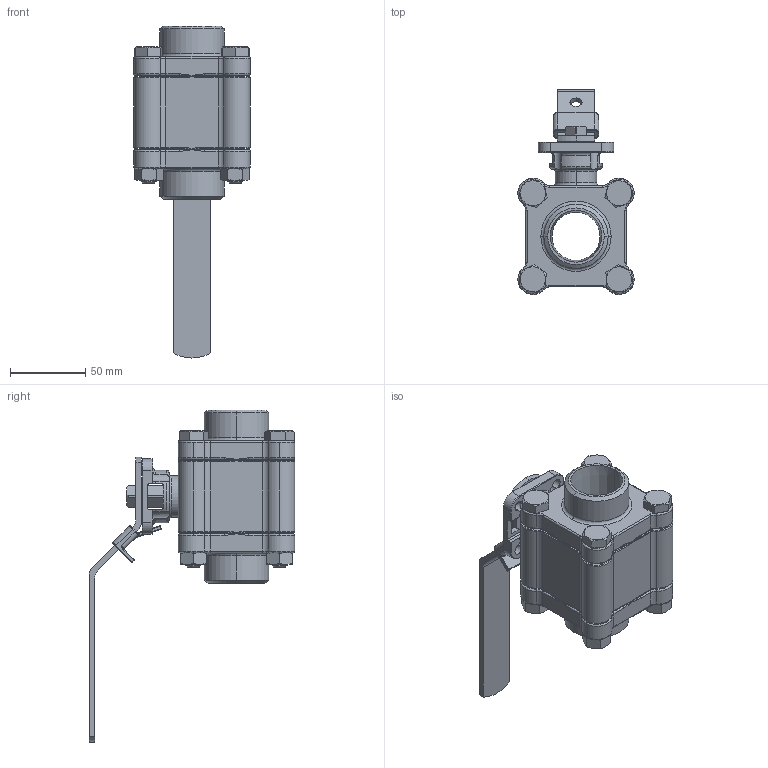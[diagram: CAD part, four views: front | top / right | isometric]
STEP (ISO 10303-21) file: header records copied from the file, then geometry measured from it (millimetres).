
FILE_DESCRIPTION (( 'STEP AP214' ), '1' );
FILE_NAME ('ZL9BK0F.STEP', '2010-09-03T06:26:39', ( 'Hsu22' ), ( 'Hollings' ), 'SwSTEP 2.0', 'SolidWorks 2008', '' );
FILE_SCHEMA (( 'AUTOMOTIVE_DESIGN' ));
Length unit declared in the file: millimetre
Products named in the file (7): SAL9T10TWFADX0_預設; ZL9BK0F; SDDL9T10EA6_預設; SB85BK0FACX0_預設; SHA0L9T10E0_預設; YNM10_預設; YSHM10-84_預設
Assembly tree (13 placements, depth 2):
  ZL9BK0F
    YNM10_預設  x4
    SHA0L9T10E0_預設
    YSHM10-84_預設  x4
    SB85BK0FACX0_預設  x2
    SDDL9T10EA6_預設
    SAL9T10TWFADX0_預設
Bounding box: 77.2 x 136.3 x 220.5 mm (x, y, z)
Volume: 299701.5 mm3; surface area: 116296 mm2
Topology: 13 solids, 13 shells, 730 faces, 1768 edges, 1036 vertices
Faces by surface type: cylinder 271, plane 181, torus 120, cone 99, bspline 39, sphere 20
Entity records: 16749 total; most frequent: CARTESIAN_POINT 4286, DIRECTION 2776, ORIENTED_EDGE 2474, EDGE_CURVE 1237, AXIS2_PLACEMENT_3D 1153, VERTEX_POINT 743, CIRCLE 650, EDGE_LOOP 570
